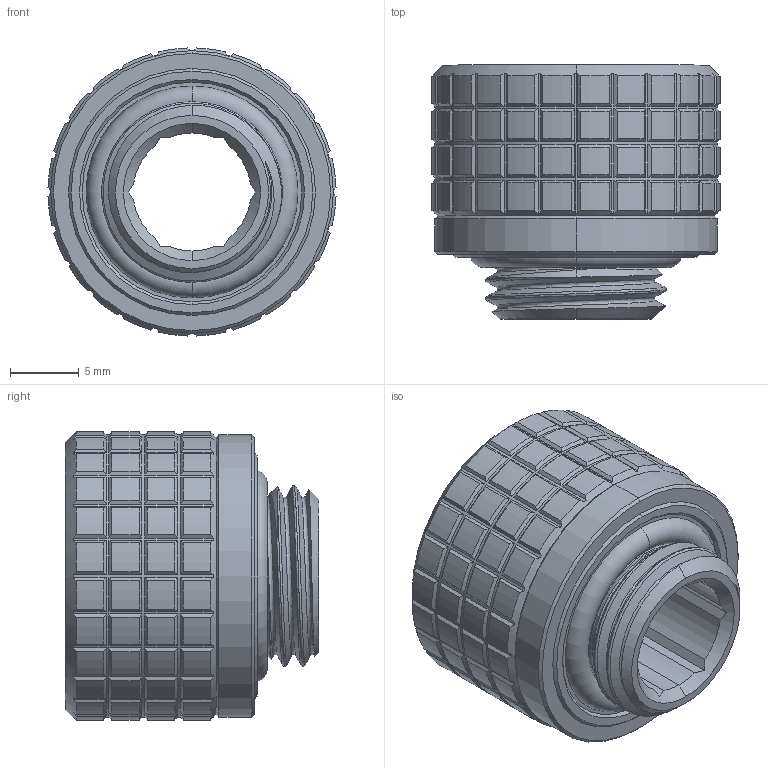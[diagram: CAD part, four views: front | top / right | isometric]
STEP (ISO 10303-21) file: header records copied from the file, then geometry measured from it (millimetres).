
FILE_DESCRIPTION (( 'STEP AP203' ), '1' );
FILE_NAME ('TG-DM-FIT-0002 DeltaMate Fitting - HT16 Black.STEP', '2025-07-31T12:30:04', ( '' ), ( '' ), 'SwSTEP 2.0', 'SolidWorks 2024', '' );
FILE_SCHEMA (( 'CONFIG_CONTROL_DESIGN' ));
Length unit declared in the file: millimetre
Products named in the file (1): TG-DM-FIT-0002 DeltaMate Fitting - HT16 Black
Bounding box: 20.99 x 18.5 x 20.99 mm (x, y, z)
Volume: 3084.4 mm3; surface area: 2453.4 mm2
Topology: 1 solids, 1 shells, 509 faces, 1340 edges, 886 vertices
Faces by surface type: plane 211, cone 167, cylinder 117, torus 9, bspline 5
Entity records: 17727 total; most frequent: CARTESIAN_POINT 5491, ORIENTED_EDGE 2680, DIRECTION 2374, EDGE_CURVE 1340, AXIS2_PLACEMENT_3D 968, VERTEX_POINT 886, EDGE_LOOP 564, ADVANCED_FACE 509
